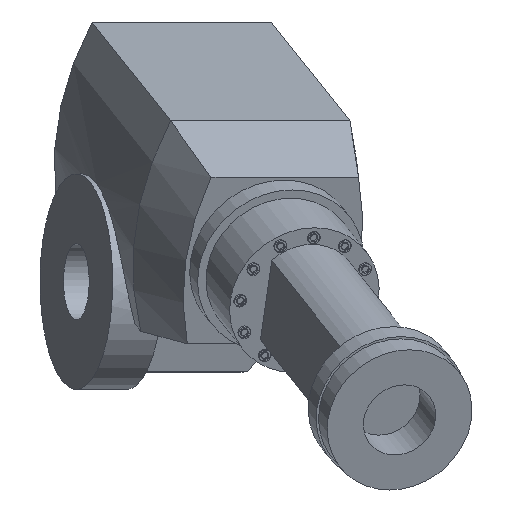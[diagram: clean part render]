
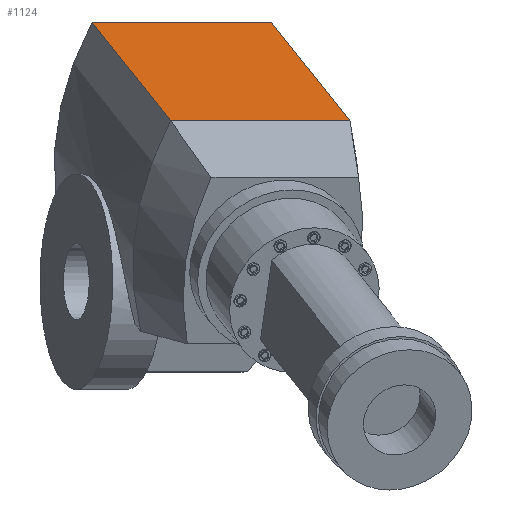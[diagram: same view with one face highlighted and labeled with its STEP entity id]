
A CAD part, front view. The second image highlights one B-rep face of the part: STEP entity #1124.
In plain terms, the highlighted planar face has unit normal (0.131, -0.367, 0.921).
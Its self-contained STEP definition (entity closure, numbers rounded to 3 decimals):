
#95=PLANE('',#1294);
#176=FACE_OUTER_BOUND('',#289,.T.);
#289=EDGE_LOOP('',(#996,#997,#998,#999));
#349=LINE('',#2028,#410);
#350=LINE('',#2035,#411);
#351=LINE('',#2039,#412);
#352=LINE('',#2040,#413);
#410=VECTOR('',#1651,10.);
#411=VECTOR('',#1662,10.);
#412=VECTOR('',#1667,10.);
#413=VECTOR('',#1668,10.);
#577=VERTEX_POINT('',#2016);
#579=VERTEX_POINT('',#2024);
#580=VERTEX_POINT('',#2034);
#581=VERTEX_POINT('',#2038);
#716=EDGE_CURVE('',#579,#577,#349,.T.);
#719=EDGE_CURVE('',#580,#577,#350,.T.);
#721=EDGE_CURVE('',#580,#581,#351,.T.);
#722=EDGE_CURVE('',#581,#579,#352,.T.);
#996=ORIENTED_EDGE('',*,*,#721,.F.);
#997=ORIENTED_EDGE('',*,*,#719,.T.);
#998=ORIENTED_EDGE('',*,*,#716,.F.);
#999=ORIENTED_EDGE('',*,*,#722,.F.);
#1124=ADVANCED_FACE('',(#176),#95,.T.);
#1294=AXIS2_PLACEMENT_3D('',#2037,#1665,#1666);
#1651=DIRECTION('',(-0.942,-0.337,0.));
#1662=DIRECTION('',(0.31,-0.867,-0.39));
#1665=DIRECTION('center_axis',(0.131,-0.367,0.921));
#1666=DIRECTION('ref_axis',(-0.942,-0.337,0.));
#1667=DIRECTION('',(0.942,0.337,0.));
#1668=DIRECTION('',(0.31,-0.867,-0.39));
#2016=CARTESIAN_POINT('',(121.921,-369.174,619.935));
#2024=CARTESIAN_POINT('',(192.542,-343.921,619.935));
#2028=CARTESIAN_POINT('',(157.232,-356.548,619.935));
#2034=CARTESIAN_POINT('',(90.913,-282.457,658.905));
#2035=CARTESIAN_POINT('',(90.913,-282.457,658.905));
#2037=CARTESIAN_POINT('Origin',(161.534,-257.205,658.905));
#2038=CARTESIAN_POINT('',(161.534,-257.205,658.905));
#2039=CARTESIAN_POINT('',(126.223,-269.831,658.905));
#2040=CARTESIAN_POINT('',(161.534,-257.205,658.905));
